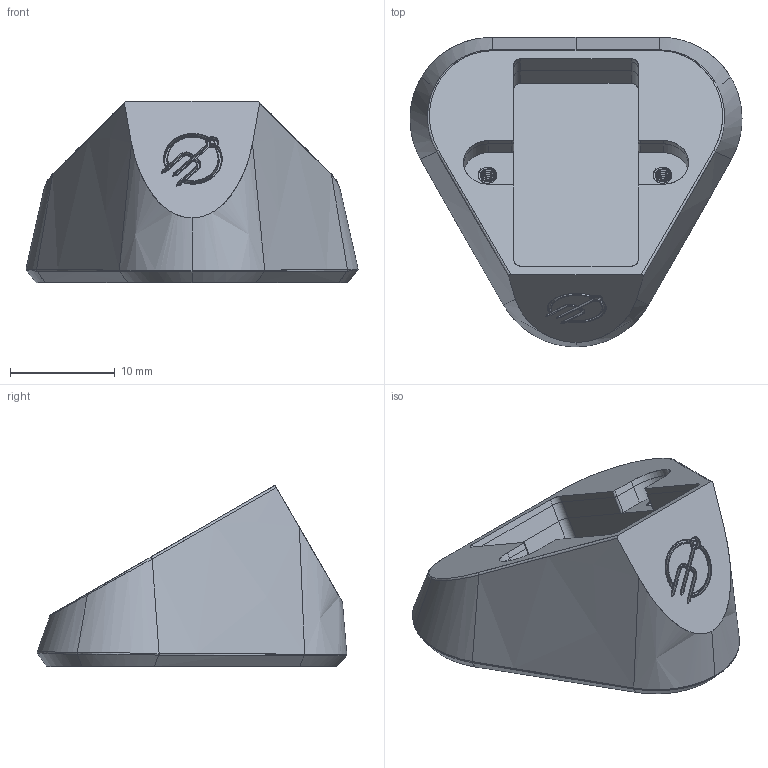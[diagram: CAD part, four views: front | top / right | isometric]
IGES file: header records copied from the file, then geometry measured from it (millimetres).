
Global section: file name: 38HTRIDENT_BASE.igs; native system: 32; preprocessor: 38; author: 10; organization: 0; date: 97.01869363371881D0; units: inch
Bounding box: 31.7 x 29.56 x 17.31 mm (x, y, z)
Surface area: 2781.5 mm2 (no closed solid volume)
Topology: 0 solids, 0 shells, 233 faces, 1864 edges, 1852 vertices
Faces by surface type: bspline 233
